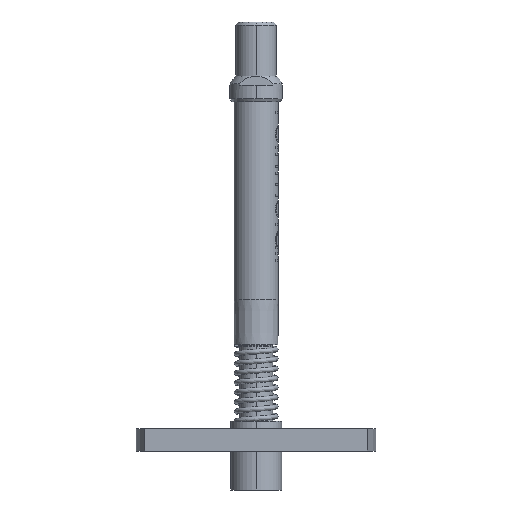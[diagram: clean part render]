
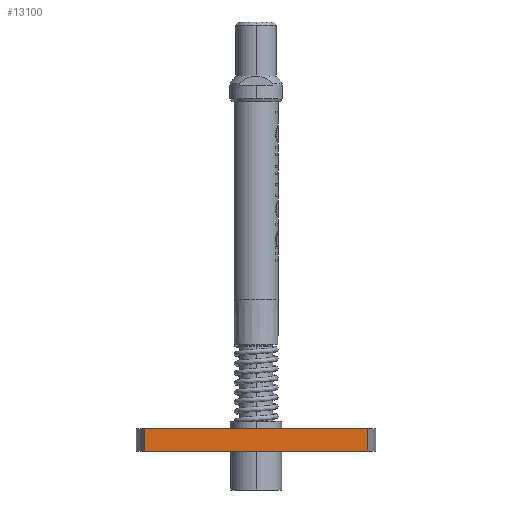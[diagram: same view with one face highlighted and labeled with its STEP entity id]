
A CAD part, front view. The second image highlights one B-rep face of the part: STEP entity #13100.
In plain terms, the highlighted planar face has unit normal (0, -1, 0).
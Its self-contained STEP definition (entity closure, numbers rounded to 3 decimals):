
#983 = LINE ( 'NONE', #6823, #10842 ) ;
#1543 = ORIENTED_EDGE ( 'NONE', *, *, #15497, .F. ) ;
#1715 = VECTOR ( 'NONE', #15918, 1000. ) ;
#4195 = CARTESIAN_POINT ( 'NONE',  ( 7.416, -3., 1.5 ) ) ;
#5637 = CARTESIAN_POINT ( 'NONE',  ( 0., -3., 1.5 ) ) ;
#5856 = EDGE_CURVE ( 'NONE', #10471, #13531, #983, .T. ) ;
#6046 = CARTESIAN_POINT ( 'NONE',  ( -7.416, -3., 1.5 ) ) ;
#6823 = CARTESIAN_POINT ( 'NONE',  ( -7.416, -3., 0. ) ) ;
#6839 = CARTESIAN_POINT ( 'NONE',  ( -7.416, -3., 0. ) ) ;
#7020 = LINE ( 'NONE', #5637, #12522 ) ;
#7280 = CARTESIAN_POINT ( 'NONE',  ( 7.416, -3., 1.5 ) ) ;
#7800 = DIRECTION ( 'NONE',  ( 0., 1., 0. ) ) ;
#7949 = VERTEX_POINT ( 'NONE', #7280 ) ;
#8407 = DIRECTION ( 'NONE',  ( -1., 0., 0. ) ) ;
#8575 = DIRECTION ( 'NONE',  ( 1., 0., 0. ) ) ;
#9698 = VERTEX_POINT ( 'NONE', #6046 ) ;
#9815 = EDGE_LOOP ( 'NONE', ( #1543, #10182, #11440, #18562 ) ) ;
#10182 = ORIENTED_EDGE ( 'NONE', *, *, #12786, .F. ) ;
#10471 = VERTEX_POINT ( 'NONE', #16208 ) ;
#10842 = VECTOR ( 'NONE', #8407, 1000. ) ;
#11440 = ORIENTED_EDGE ( 'NONE', *, *, #15183, .F. ) ;
#11511 = LINE ( 'NONE', #15873, #15415 ) ;
#11585 = FACE_OUTER_BOUND ( 'NONE', #9815, .T. ) ;
#12522 = VECTOR ( 'NONE', #8575, 1000. ) ;
#12786 = EDGE_CURVE ( 'NONE', #9698, #7949, #7020, .T. ) ;
#12970 = DIRECTION ( 'NONE',  ( 0., 0., 1. ) ) ;
#13100 = ADVANCED_FACE ( 'NONE', ( #11585 ), #18018, .F. ) ;
#13531 = VERTEX_POINT ( 'NONE', #6839 ) ;
#15183 = EDGE_CURVE ( 'NONE', #13531, #9698, #11511, .T. ) ;
#15415 = VECTOR ( 'NONE', #12970, 1000. ) ;
#15497 = EDGE_CURVE ( 'NONE', #7949, #10471, #17305, .T. ) ;
#15873 = CARTESIAN_POINT ( 'NONE',  ( -7.416, -3., 1.5 ) ) ;
#15918 = DIRECTION ( 'NONE',  ( 0., 0., -1. ) ) ;
#16208 = CARTESIAN_POINT ( 'NONE',  ( 7.416, -3., 0. ) ) ;
#16597 = CARTESIAN_POINT ( 'NONE',  ( -7.416, -3., 1.5 ) ) ;
#17305 = LINE ( 'NONE', #4195, #1715 ) ;
#18018 = PLANE ( 'NONE',  #18941 ) ;
#18082 = DIRECTION ( 'NONE',  ( 0., 0., 1. ) ) ;
#18562 = ORIENTED_EDGE ( 'NONE', *, *, #5856, .F. ) ;
#18941 = AXIS2_PLACEMENT_3D ( 'NONE', #16597, #7800, #18082 ) ;
